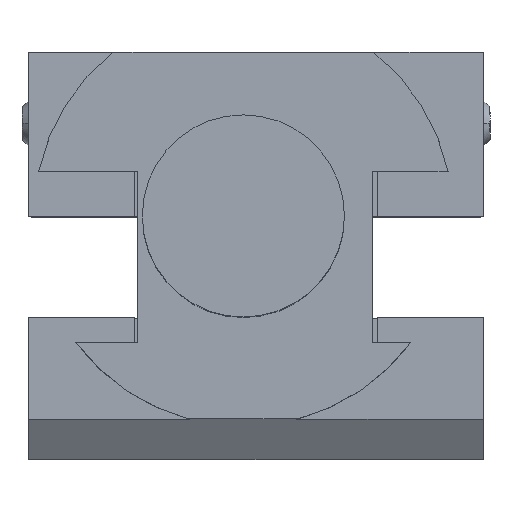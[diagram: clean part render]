
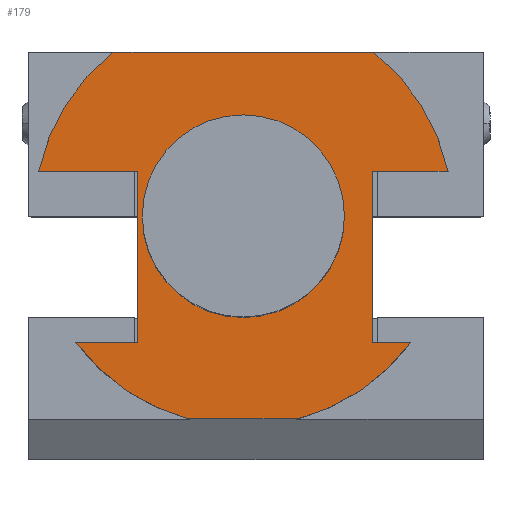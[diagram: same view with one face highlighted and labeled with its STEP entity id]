
A CAD part, top view. The second image highlights one B-rep face of the part: STEP entity #179.
In plain terms, the highlighted planar face has unit normal (0, 0, 1).
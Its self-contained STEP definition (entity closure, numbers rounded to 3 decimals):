
#129=CIRCLE('',#1207,20.);
#131=CIRCLE('',#1211,20.);
#136=CIRCLE('',#1234,41.5);
#137=CIRCLE('',#1237,41.5);
#138=CIRCLE('',#1240,41.5);
#139=CIRCLE('',#1243,41.5);
#179=ADVANCED_FACE('',(#269,#270),#235,.T.);
#235=PLANE('',#1248);
#269=FACE_BOUND('',#308,.T.);
#270=FACE_BOUND('',#309,.T.);
#308=EDGE_LOOP('',(#530,#531));
#309=EDGE_LOOP('',(#532,#533,#534,#535,#536,#537,#538,#539,#540,#541,#542,
#543));
#530=ORIENTED_EDGE('',*,*,#789,.F.);
#531=ORIENTED_EDGE('',*,*,#787,.F.);
#532=ORIENTED_EDGE('',*,*,#890,.T.);
#533=ORIENTED_EDGE('',*,*,#776,.T.);
#534=ORIENTED_EDGE('',*,*,#875,.T.);
#535=ORIENTED_EDGE('',*,*,#873,.T.);
#536=ORIENTED_EDGE('',*,*,#871,.T.);
#537=ORIENTED_EDGE('',*,*,#780,.T.);
#538=ORIENTED_EDGE('',*,*,#870,.T.);
#539=ORIENTED_EDGE('',*,*,#878,.T.);
#540=ORIENTED_EDGE('',*,*,#866,.T.);
#541=ORIENTED_EDGE('',*,*,#864,.T.);
#542=ORIENTED_EDGE('',*,*,#862,.T.);
#543=ORIENTED_EDGE('',*,*,#880,.T.);
#670=VERTEX_POINT('',#1593);
#671=VERTEX_POINT('',#1595);
#674=VERTEX_POINT('',#1601);
#675=VERTEX_POINT('',#1603);
#678=VERTEX_POINT('',#1611);
#681=VERTEX_POINT('',#1616);
#737=VERTEX_POINT('',#2007);
#738=VERTEX_POINT('',#2009);
#739=VERTEX_POINT('',#2013);
#740=VERTEX_POINT('',#2017);
#742=VERTEX_POINT('',#2023);
#743=VERTEX_POINT('',#2027);
#744=VERTEX_POINT('',#2034);
#746=VERTEX_POINT('',#2048);
#776=EDGE_CURVE('',#671,#670,#935,.T.);
#780=EDGE_CURVE('',#675,#674,#939,.T.);
#787=EDGE_CURVE('',#681,#678,#129,.T.);
#789=EDGE_CURVE('',#678,#681,#131,.T.);
#862=EDGE_CURVE('',#738,#737,#136,.T.);
#864=EDGE_CURVE('',#739,#738,#1006,.T.);
#866=EDGE_CURVE('',#740,#739,#137,.T.);
#870=EDGE_CURVE('',#674,#742,#1011,.T.);
#871=EDGE_CURVE('',#743,#675,#138,.T.);
#873=EDGE_CURVE('',#744,#743,#1012,.T.);
#875=EDGE_CURVE('',#670,#744,#139,.T.);
#878=EDGE_CURVE('',#742,#740,#1015,.T.);
#880=EDGE_CURVE('',#737,#746,#1017,.T.);
#890=EDGE_CURVE('',#746,#671,#1027,.T.);
#935=LINE('',#1594,#1056);
#939=LINE('',#1602,#1060);
#1006=LINE('',#2012,#1127);
#1011=LINE('',#2024,#1132);
#1012=LINE('',#2033,#1133);
#1015=LINE('',#2046,#1136);
#1017=LINE('',#2049,#1138);
#1027=LINE('',#2067,#1148);
#1056=VECTOR('',#1305,1.);
#1060=VECTOR('',#1309,1.);
#1127=VECTOR('',#1438,1.);
#1132=VECTOR('',#1449,1.);
#1133=VECTOR('',#1456,1.);
#1136=VECTOR('',#1467,1.);
#1138=VECTOR('',#1469,1.);
#1148=VECTOR('',#1481,1.);
#1207=AXIS2_PLACEMENT_3D('',#1617,#1319,#1320);
#1211=AXIS2_PLACEMENT_3D('',#1621,#1327,#1328);
#1234=AXIS2_PLACEMENT_3D('',#2008,#1433,#1434);
#1237=AXIS2_PLACEMENT_3D('',#2016,#1442,#1443);
#1240=AXIS2_PLACEMENT_3D('',#2026,#1452,#1453);
#1243=AXIS2_PLACEMENT_3D('',#2040,#1459,#1460);
#1248=AXIS2_PLACEMENT_3D('',#2069,#1484,#1485);
#1305=DIRECTION('',(-1.,0.,0.));
#1309=DIRECTION('',(-1.,0.,0.));
#1319=DIRECTION('',(0.,0.,1.));
#1320=DIRECTION('',(1.,0.,0.));
#1327=DIRECTION('',(0.,0.,1.));
#1328=DIRECTION('',(1.,0.,0.));
#1433=DIRECTION('',(0.,0.,1.));
#1434=DIRECTION('',(1.,0.,0.));
#1438=DIRECTION('',(-1.,0.,0.));
#1442=DIRECTION('',(0.,0.,1.));
#1443=DIRECTION('',(1.,0.,0.));
#1449=DIRECTION('',(0.,1.,0.));
#1452=DIRECTION('',(0.,0.,1.));
#1453=DIRECTION('',(1.,0.,0.));
#1456=DIRECTION('',(1.,0.,0.));
#1459=DIRECTION('',(0.,0.,1.));
#1460=DIRECTION('',(1.,0.,0.));
#1467=DIRECTION('',(1.,0.,0.));
#1469=DIRECTION('',(1.,0.,0.));
#1481=DIRECTION('',(0.,-1.,0.));
#1484=DIRECTION('',(0.,0.,1.));
#1485=DIRECTION('',(-1.,0.,0.));
#1593=CARTESIAN_POINT('',(-33.125,-25.,0.));
#1594=CARTESIAN_POINT('',(2.5,-25.,0.));
#1595=CARTESIAN_POINT('',(-21.,-25.,0.));
#1601=CARTESIAN_POINT('',(25.5,-25.,0.));
#1602=CARTESIAN_POINT('',(2.5,-25.,0.));
#1603=CARTESIAN_POINT('',(33.125,-25.,0.));
#1611=CARTESIAN_POINT('',(-20.,0.,0.));
#1616=CARTESIAN_POINT('',(20.,0.,0.));
#1617=CARTESIAN_POINT('',(0.,0.,0.));
#1621=CARTESIAN_POINT('',(0.,0.,0.));
#2007=CARTESIAN_POINT('',(-40.512,9.,0.));
#2008=CARTESIAN_POINT('',(0.,0.,0.));
#2009=CARTESIAN_POINT('',(-25.807,32.5,0.));
#2012=CARTESIAN_POINT('',(47.5,32.5,0.));
#2013=CARTESIAN_POINT('',(25.807,32.5,0.));
#2016=CARTESIAN_POINT('',(0.,0.,0.));
#2017=CARTESIAN_POINT('',(40.512,9.,0.));
#2023=CARTESIAN_POINT('',(25.5,9.,0.));
#2024=CARTESIAN_POINT('',(25.5,-7.75,0.));
#2026=CARTESIAN_POINT('',(0.,0.,0.));
#2027=CARTESIAN_POINT('',(11.057,-40.,0.));
#2033=CARTESIAN_POINT('',(2.5,-40.,0.));
#2034=CARTESIAN_POINT('',(-11.057,-40.,0.));
#2040=CARTESIAN_POINT('',(0.,0.,0.));
#2046=CARTESIAN_POINT('',(2.5,9.,0.));
#2048=CARTESIAN_POINT('',(-21.,9.,0.));
#2049=CARTESIAN_POINT('',(2.5,9.,0.));
#2067=CARTESIAN_POINT('',(-21.,-7.75,0.));
#2069=CARTESIAN_POINT('',(2.5,-7.75,0.));
